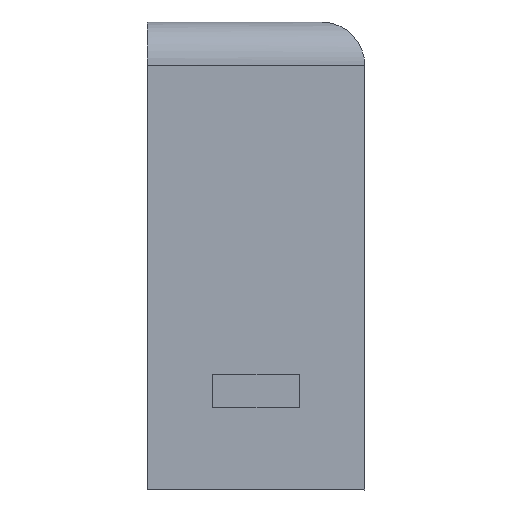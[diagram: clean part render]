
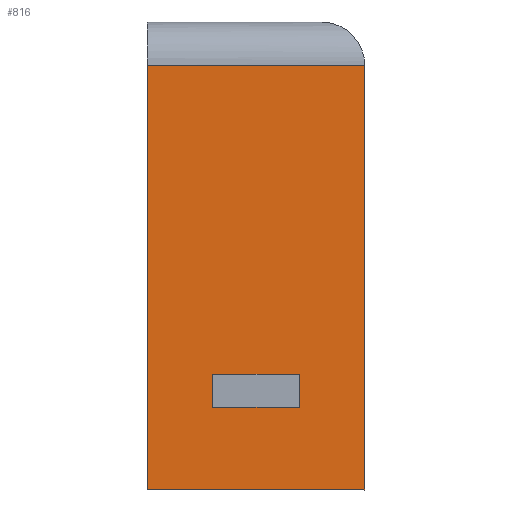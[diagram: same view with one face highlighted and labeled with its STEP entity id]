
A CAD part, left-side view. The second image highlights one B-rep face of the part: STEP entity #816.
In plain terms, the highlighted planar face has unit normal (-1, 0, 0).
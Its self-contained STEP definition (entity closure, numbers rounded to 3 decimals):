
#18=FACE_BOUND('',#116,.T.);
#31=PLANE('',#882);
#68=FACE_OUTER_BOUND('',#115,.T.);
#115=EDGE_LOOP('',(#609,#610,#611,#612));
#116=EDGE_LOOP('',(#613,#614,#615,#616));
#189=LINE('',#1182,#284);
#210=LINE('',#1231,#305);
#211=LINE('',#1233,#306);
#212=LINE('',#1234,#307);
#213=LINE('',#1237,#308);
#214=LINE('',#1239,#309);
#215=LINE('',#1241,#310);
#216=LINE('',#1242,#311);
#284=VECTOR('',#955,10.);
#305=VECTOR('',#990,1000.);
#306=VECTOR('',#991,1000.);
#307=VECTOR('',#992,10.);
#308=VECTOR('',#993,1000.);
#309=VECTOR('',#994,1000.);
#310=VECTOR('',#995,1000.);
#311=VECTOR('',#996,1000.);
#378=VERTEX_POINT('',#1172);
#381=VERTEX_POINT('',#1180);
#402=VERTEX_POINT('',#1230);
#403=VERTEX_POINT('',#1232);
#404=VERTEX_POINT('',#1235);
#405=VERTEX_POINT('',#1236);
#406=VERTEX_POINT('',#1238);
#407=VERTEX_POINT('',#1240);
#460=EDGE_CURVE('',#381,#378,#189,.T.);
#484=EDGE_CURVE('',#402,#381,#210,.T.);
#485=EDGE_CURVE('',#403,#402,#211,.T.);
#486=EDGE_CURVE('',#403,#378,#212,.T.);
#487=EDGE_CURVE('',#404,#405,#213,.T.);
#488=EDGE_CURVE('',#405,#406,#214,.T.);
#489=EDGE_CURVE('',#406,#407,#215,.T.);
#490=EDGE_CURVE('',#407,#404,#216,.T.);
#609=ORIENTED_EDGE('',*,*,#460,.F.);
#610=ORIENTED_EDGE('',*,*,#484,.F.);
#611=ORIENTED_EDGE('',*,*,#485,.F.);
#612=ORIENTED_EDGE('',*,*,#486,.T.);
#613=ORIENTED_EDGE('',*,*,#487,.T.);
#614=ORIENTED_EDGE('',*,*,#488,.T.);
#615=ORIENTED_EDGE('',*,*,#489,.T.);
#616=ORIENTED_EDGE('',*,*,#490,.T.);
#816=ADVANCED_FACE('',(#68,#18),#31,.T.);
#882=AXIS2_PLACEMENT_3D('',#1229,#988,#989);
#955=DIRECTION('',(0.,-1.,0.));
#988=DIRECTION('center_axis',(-1.,0.,0.));
#989=DIRECTION('ref_axis',(0.,0.,1.));
#990=DIRECTION('',(0.,0.,1.));
#991=DIRECTION('',(0.,1.,0.));
#992=DIRECTION('',(0.,0.,1.));
#993=DIRECTION('',(0.,0.,-1.));
#994=DIRECTION('',(0.,1.,0.));
#995=DIRECTION('',(0.,0.,1.));
#996=DIRECTION('',(0.,-1.,0.));
#1172=CARTESIAN_POINT('',(9.545,90.816,10.035));
#1180=CARTESIAN_POINT('',(9.545,105.816,10.035));
#1182=CARTESIAN_POINT('',(9.545,90.816,10.035));
#1229=CARTESIAN_POINT('Origin',(9.545,90.816,-19.25));
#1230=CARTESIAN_POINT('',(9.545,105.816,-19.25));
#1231=CARTESIAN_POINT('',(9.545,105.816,-19.25));
#1232=CARTESIAN_POINT('',(9.545,90.816,-19.25));
#1233=CARTESIAN_POINT('',(9.545,90.816,-19.25));
#1234=CARTESIAN_POINT('',(9.545,90.816,8.035));
#1235=CARTESIAN_POINT('',(9.545,95.316,-11.25));
#1236=CARTESIAN_POINT('',(9.545,95.316,-13.55));
#1237=CARTESIAN_POINT('',(9.545,95.316,-15.25));
#1238=CARTESIAN_POINT('',(9.545,101.316,-13.55));
#1239=CARTESIAN_POINT('',(9.545,94.566,-13.55));
#1240=CARTESIAN_POINT('',(9.545,101.316,-11.25));
#1241=CARTESIAN_POINT('',(9.545,101.316,-15.25));
#1242=CARTESIAN_POINT('',(9.545,94.566,-11.25));
